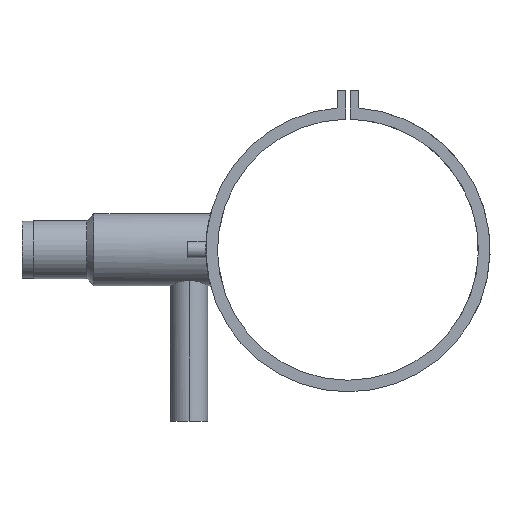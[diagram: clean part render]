
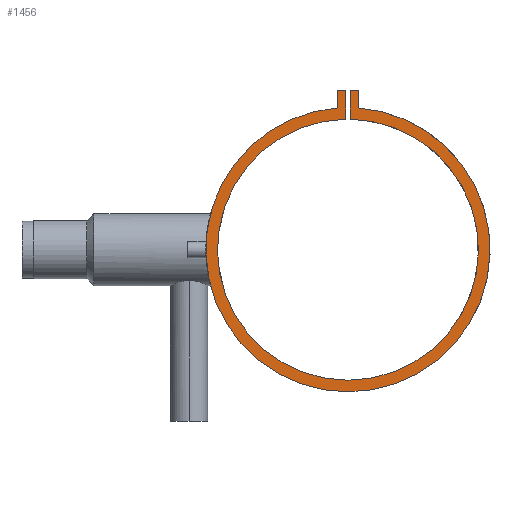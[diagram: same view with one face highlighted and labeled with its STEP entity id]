
A CAD part, left-side view. The second image highlights one B-rep face of the part: STEP entity #1456.
In plain terms, the highlighted planar face has unit normal (-1, 0, 0).
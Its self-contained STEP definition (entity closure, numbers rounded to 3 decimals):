
#182 = CARTESIAN_POINT ( 'NONE',  ( -69., -9., 137.169 ) ) ;
#278 = CARTESIAN_POINT ( 'NONE',  ( -69., -2., 137.169 ) ) ;
#282 = CARTESIAN_POINT ( 'NONE',  ( -69., 9., 137.169 ) ) ;
#294 = DIRECTION ( 'NONE',  ( 1., 0., 0. ) ) ;
#304 = VERTEX_POINT ( 'NONE', #2389 ) ;
#341 = CARTESIAN_POINT ( 'NONE',  ( -69., 9., 122.169 ) ) ;
#376 = DIRECTION ( 'NONE',  ( 0., 0., -1. ) ) ;
#502 = VERTEX_POINT ( 'NONE', #1377 ) ;
#591 = AXIS2_PLACEMENT_3D ( 'NONE', #1649, #2406, #706 ) ;
#617 = EDGE_CURVE ( 'NONE', #1153, #1109, #2006, .T. ) ;
#689 = CARTESIAN_POINT ( 'NONE',  ( -69., -2., 137.169 ) ) ;
#697 = DIRECTION ( 'NONE',  ( 1., 0., 0. ) ) ;
#706 = DIRECTION ( 'NONE',  ( 0., 0., -1. ) ) ;
#729 = VERTEX_POINT ( 'NONE', #341 ) ;
#764 = LINE ( 'NONE', #1524, #1860 ) ;
#830 = VERTEX_POINT ( 'NONE', #963 ) ;
#832 = VECTOR ( 'NONE', #1447, 1000. ) ;
#885 = FACE_OUTER_BOUND ( 'NONE', #2253, .T. ) ;
#963 = CARTESIAN_POINT ( 'NONE',  ( -69., 2., 137.169 ) ) ;
#974 = DIRECTION ( 'NONE',  ( 0., 0., -1. ) ) ;
#1034 = EDGE_CURVE ( 'NONE', #1109, #1541, #2390, .T. ) ;
#1062 = DIRECTION ( 'NONE',  ( 0., 0., 1. ) ) ;
#1066 = DIRECTION ( 'NONE',  ( 0., 0., 1. ) ) ;
#1079 = DIRECTION ( 'NONE',  ( 0., 0., -1. ) ) ;
#1109 = VERTEX_POINT ( 'NONE', #2247 ) ;
#1153 = VERTEX_POINT ( 'NONE', #1322 ) ;
#1188 = AXIS2_PLACEMENT_3D ( 'NONE', #2398, #697, #1454 ) ;
#1262 = EDGE_CURVE ( 'NONE', #1541, #502, #1916, .T. ) ;
#1277 = ORIENTED_EDGE ( 'NONE', *, *, #617, .F. ) ;
#1322 = CARTESIAN_POINT ( 'NONE',  ( -69., -2., 112.482 ) ) ;
#1344 = LINE ( 'NONE', #2097, #2019 ) ;
#1377 = CARTESIAN_POINT ( 'NONE',  ( -69., -9., 122.169 ) ) ;
#1447 = DIRECTION ( 'NONE',  ( 0., -1., 0. ) ) ;
#1454 = DIRECTION ( 'NONE',  ( 0., 0., -1. ) ) ;
#1456 = ADVANCED_FACE ( 'NONE', ( #885 ), #1641, .F. ) ;
#1467 = VECTOR ( 'NONE', #1066, 1000. ) ;
#1476 = ORIENTED_EDGE ( 'NONE', *, *, #1262, .F. ) ;
#1524 = CARTESIAN_POINT ( 'NONE',  ( -69., 9., 137.169 ) ) ;
#1541 = VERTEX_POINT ( 'NONE', #1898 ) ;
#1577 = EDGE_CURVE ( 'NONE', #830, #1988, #1344, .T. ) ;
#1641 = PLANE ( 'NONE',  #1188 ) ;
#1649 = CARTESIAN_POINT ( 'NONE',  ( -69., 0., 0. ) ) ;
#1666 = CIRCLE ( 'NONE', #591, 112.5 ) ;
#1697 = ORIENTED_EDGE ( 'NONE', *, *, #1577, .F. ) ;
#1767 = ORIENTED_EDGE ( 'NONE', *, *, #2397, .F. ) ;
#1860 = VECTOR ( 'NONE', #2281, 1000. ) ;
#1861 = EDGE_CURVE ( 'NONE', #304, #830, #764, .T. ) ;
#1898 = CARTESIAN_POINT ( 'NONE',  ( -69., -9., 137.169 ) ) ;
#1916 = LINE ( 'NONE', #182, #2500 ) ;
#1967 = CARTESIAN_POINT ( 'NONE',  ( -69., 2., 112.482 ) ) ;
#1988 = VERTEX_POINT ( 'NONE', #1967 ) ;
#2006 = LINE ( 'NONE', #278, #2298 ) ;
#2010 = LINE ( 'NONE', #282, #1467 ) ;
#2019 = VECTOR ( 'NONE', #376, 1000. ) ;
#2022 = CARTESIAN_POINT ( 'NONE',  ( -69., 0., 0. ) ) ;
#2097 = CARTESIAN_POINT ( 'NONE',  ( -69., 2., 137.169 ) ) ;
#2104 = CIRCLE ( 'NONE', #2420, 122.5 ) ;
#2247 = CARTESIAN_POINT ( 'NONE',  ( -69., -2., 137.169 ) ) ;
#2253 = EDGE_LOOP ( 'NONE', ( #2395, #1476, #2418, #1277, #1767, #1697, #2380, #2300 ) ) ;
#2281 = DIRECTION ( 'NONE',  ( 0., -1., 0. ) ) ;
#2298 = VECTOR ( 'NONE', #1062, 1000. ) ;
#2300 = ORIENTED_EDGE ( 'NONE', *, *, #2338, .F. ) ;
#2338 = EDGE_CURVE ( 'NONE', #729, #304, #2010, .T. ) ;
#2380 = ORIENTED_EDGE ( 'NONE', *, *, #1861, .F. ) ;
#2382 = EDGE_CURVE ( 'NONE', #502, #729, #2104, .T. ) ;
#2389 = CARTESIAN_POINT ( 'NONE',  ( -69., 9., 137.169 ) ) ;
#2390 = LINE ( 'NONE', #689, #832 ) ;
#2395 = ORIENTED_EDGE ( 'NONE', *, *, #2382, .F. ) ;
#2397 = EDGE_CURVE ( 'NONE', #1988, #1153, #1666, .T. ) ;
#2398 = CARTESIAN_POINT ( 'NONE',  ( -69., 0., 0. ) ) ;
#2406 = DIRECTION ( 'NONE',  ( -1., 0., 0. ) ) ;
#2418 = ORIENTED_EDGE ( 'NONE', *, *, #1034, .F. ) ;
#2420 = AXIS2_PLACEMENT_3D ( 'NONE', #2022, #294, #1079 ) ;
#2500 = VECTOR ( 'NONE', #974, 1000. ) ;
